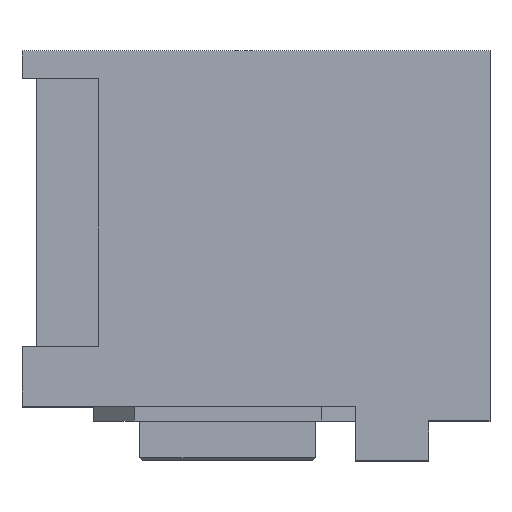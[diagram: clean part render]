
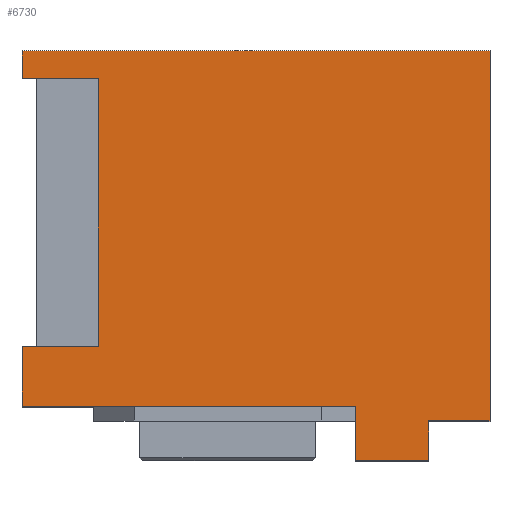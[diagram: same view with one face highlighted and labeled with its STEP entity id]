
A CAD part, top view. The second image highlights one B-rep face of the part: STEP entity #6730.
In plain terms, the highlighted planar face has unit normal (0, 0, 1).
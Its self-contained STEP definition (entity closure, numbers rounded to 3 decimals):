
#1861=ORIENTED_EDGE('',*,*,#2944,.F.);
#1862=ORIENTED_EDGE('',*,*,#2942,.F.);
#1863=ORIENTED_EDGE('',*,*,#2938,.T.);
#1864=ORIENTED_EDGE('',*,*,#2986,.T.);
#1865=ORIENTED_EDGE('',*,*,#2989,.F.);
#1866=ORIENTED_EDGE('',*,*,#2959,.F.);
#1867=ORIENTED_EDGE('',*,*,#2954,.F.);
#1868=ORIENTED_EDGE('',*,*,#2952,.T.);
#1869=ORIENTED_EDGE('',*,*,#2948,.F.);
#1870=ORIENTED_EDGE('',*,*,#2990,.F.);
#1871=ORIENTED_EDGE('',*,*,#2991,.T.);
#1872=ORIENTED_EDGE('',*,*,#2945,.T.);
#2938=EDGE_CURVE('',#3619,#3618,#4488,.T.);
#2942=EDGE_CURVE('',#3619,#3620,#4492,.T.);
#2944=EDGE_CURVE('',#3620,#3621,#4494,.T.);
#2945=EDGE_CURVE('',#3622,#3621,#4495,.T.);
#2948=EDGE_CURVE('',#3624,#3625,#4498,.T.);
#2952=EDGE_CURVE('',#3628,#3625,#4502,.T.);
#2954=EDGE_CURVE('',#3628,#3629,#4504,.T.);
#2959=EDGE_CURVE('',#3629,#3631,#4509,.T.);
#2986=EDGE_CURVE('',#3618,#3647,#4536,.T.);
#2989=EDGE_CURVE('',#3631,#3647,#4539,.T.);
#2990=EDGE_CURVE('',#3648,#3624,#4540,.T.);
#2991=EDGE_CURVE('',#3648,#3622,#4541,.T.);
#3618=VERTEX_POINT('',#10681);
#3619=VERTEX_POINT('',#10683);
#3620=VERTEX_POINT('',#10688);
#3621=VERTEX_POINT('',#10692);
#3622=VERTEX_POINT('',#10696);
#3624=VERTEX_POINT('',#10701);
#3625=VERTEX_POINT('',#10703);
#3628=VERTEX_POINT('',#10711);
#3629=VERTEX_POINT('',#10715);
#3631=VERTEX_POINT('',#10721);
#3647=VERTEX_POINT('',#10775);
#3648=VERTEX_POINT('',#10783);
#4488=LINE('',#10682,#5381);
#4492=LINE('',#10689,#5385);
#4494=LINE('',#10693,#5387);
#4495=LINE('',#10695,#5388);
#4498=LINE('',#10702,#5391);
#4502=LINE('',#10710,#5395);
#4504=LINE('',#10714,#5397);
#4509=LINE('',#10724,#5402);
#4536=LINE('',#10776,#5429);
#4539=LINE('',#10780,#5432);
#4540=LINE('',#10782,#5433);
#4541=LINE('',#10784,#5434);
#5381=VECTOR('',#8743,1000.);
#5385=VECTOR('',#8749,1000.);
#5387=VECTOR('',#8753,1000.);
#5388=VECTOR('',#8756,1000.);
#5391=VECTOR('',#8761,1000.);
#5395=VECTOR('',#8767,1000.);
#5397=VECTOR('',#8771,1000.);
#5402=VECTOR('',#8778,1000.);
#5429=VECTOR('',#8825,1000.);
#5432=VECTOR('',#8830,1000.);
#5433=VECTOR('',#8833,1000.);
#5434=VECTOR('',#8834,1000.);
#5759=EDGE_LOOP('',(#1861,#1862,#1863,#1864,#1865,#1866,#1867,#1868,#1869,
#1870,#1871,#1872));
#6100=FACE_BOUND('',#5759,.T.);
#6408=PLANE('',#7207);
#6730=ADVANCED_FACE('',(#6100),#6408,.T.);
#7207=AXIS2_PLACEMENT_3D('',#10781,#8831,#8832);
#8743=DIRECTION('',(0.,1.,0.));
#8749=DIRECTION('',(1.,0.,0.));
#8753=DIRECTION('',(0.,1.,0.));
#8756=DIRECTION('',(-1.,0.,0.));
#8761=DIRECTION('',(0.,1.,0.));
#8767=DIRECTION('',(1.,0.,0.));
#8771=DIRECTION('',(0.,1.,0.));
#8778=DIRECTION('',(1.,0.,0.));
#8825=DIRECTION('',(-1.,0.,0.));
#8830=DIRECTION('',(0.,1.,0.));
#8831=DIRECTION('',(0.,0.,1.));
#8832=DIRECTION('',(0.,-1.,0.));
#8833=DIRECTION('',(-1.,0.,0.));
#8834=DIRECTION('',(0.,1.,0.));
#10681=CARTESIAN_POINT('',(-4.025,8.,7.7));
#10682=CARTESIAN_POINT('',(-4.025,7.5,7.7));
#10683=CARTESIAN_POINT('',(-4.025,5.4,7.7));
#10688=CARTESIAN_POINT('',(5.125,5.4,7.7));
#10689=CARTESIAN_POINT('',(-4.025,5.4,7.7));
#10692=CARTESIAN_POINT('',(5.125,8.,7.7));
#10693=CARTESIAN_POINT('',(5.125,7.5,7.7));
#10695=CARTESIAN_POINT('',(6.075,8.,7.7));
#10696=CARTESIAN_POINT('',(6.075,8.,7.7));
#10701=CARTESIAN_POINT('',(-6.575,-8.,7.7));
#10702=CARTESIAN_POINT('',(-6.575,-8.,7.7));
#10703=CARTESIAN_POINT('',(-6.575,-5.9,7.7));
#10710=CARTESIAN_POINT('',(-7.925,-5.9,7.7));
#10711=CARTESIAN_POINT('',(-7.925,-5.9,7.7));
#10714=CARTESIAN_POINT('',(-7.925,-5.9,7.7));
#10715=CARTESIAN_POINT('',(-7.925,-3.4,7.7));
#10721=CARTESIAN_POINT('',(-6.075,-3.4,7.7));
#10724=CARTESIAN_POINT('',(-7.925,-3.4,7.7));
#10775=CARTESIAN_POINT('',(-6.075,8.,7.7));
#10776=CARTESIAN_POINT('',(6.075,8.,7.7));
#10780=CARTESIAN_POINT('',(-6.075,-8.,7.7));
#10781=CARTESIAN_POINT('',(6.075,-8.,7.7));
#10782=CARTESIAN_POINT('',(6.075,-8.,7.7));
#10783=CARTESIAN_POINT('',(6.075,-8.,7.7));
#10784=CARTESIAN_POINT('',(6.075,-8.,7.7));
